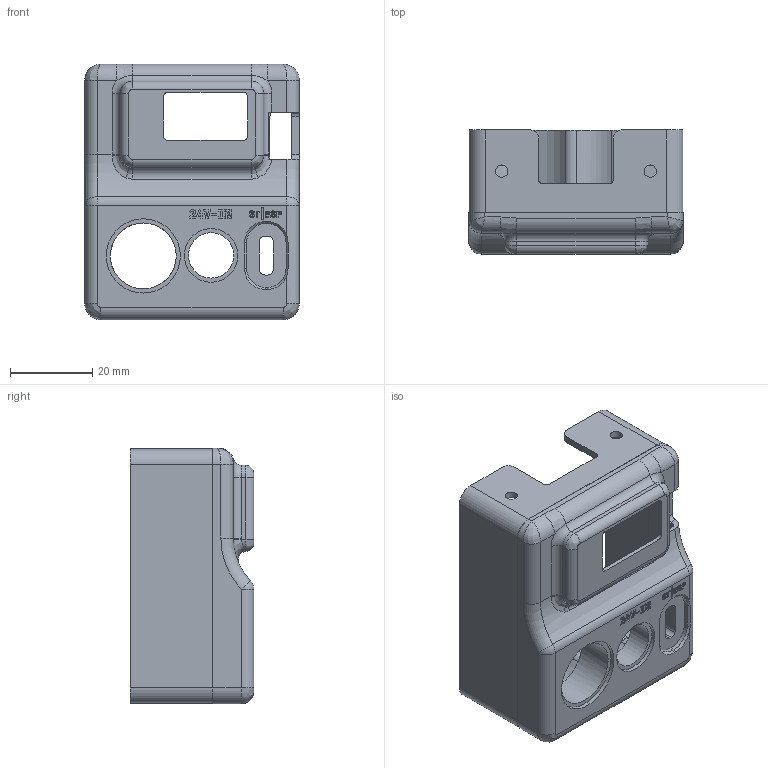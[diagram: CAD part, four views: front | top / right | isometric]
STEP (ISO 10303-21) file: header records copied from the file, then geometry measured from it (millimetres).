
FILE_DESCRIPTION(/* description */ (''),/* implementation_level */ '2;1');
FILE_NAME(/* name */ 'rfback.step',/* time_stamp */ '2023-12-22T11:57:36+08:00',/* author */ (''),/* organization */ (''),/* preprocessor_version */ 'ST-DEVELOPER v20',/* originating_system */ 'Autodesk Translation Framework v12.14.0.127',/* authorisation */ '');
FILE_SCHEMA (('AUTOMOTIVE_DESIGN { 1 0 10303 214 3 1 1 }'));
Length unit declared in the file: millimetre
Products named in the file (1): 控制器
Bounding box: 52 x 30 x 62 mm (x, y, z)
Volume: 24028 mm3; surface area: 17194.2 mm2
Topology: 1 solids, 1 shells, 416 faces, 1117 edges, 720 vertices
Faces by surface type: plane 176, bspline 111, cylinder 105, torus 10, cone 8, sphere 6
Full cylindrical faces by diameter (mm): 2 x6, 3 x2, 11 x1, 13 x1, 16 x1, 18 x1
Entity records: 14340 total; most frequent: CARTESIAN_POINT 4383, ORIENTED_EDGE 2230, DIRECTION 1795, EDGE_CURVE 1115, VERTEX_POINT 720, LINE 641, VECTOR 641, AXIS2_PLACEMENT_3D 577
